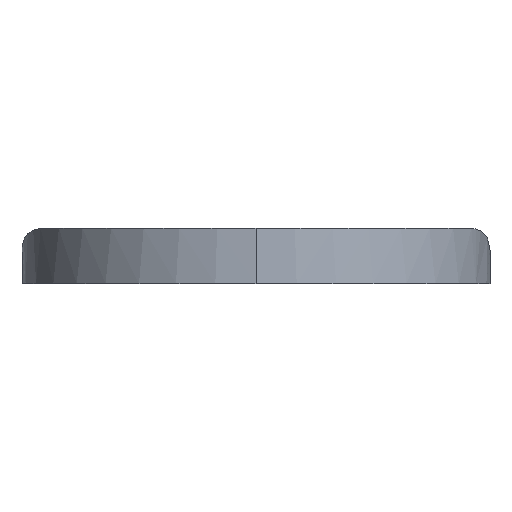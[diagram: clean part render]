
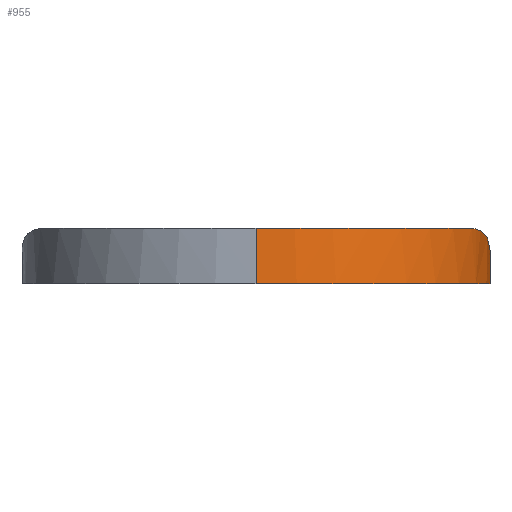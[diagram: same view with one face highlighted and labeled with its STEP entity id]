
A CAD part, left-side view. The second image highlights one B-rep face of the part: STEP entity #955.
In plain terms, the highlighted cylindrical face has radius 26.988 mm (diameter 53.975 mm), a partial arc.
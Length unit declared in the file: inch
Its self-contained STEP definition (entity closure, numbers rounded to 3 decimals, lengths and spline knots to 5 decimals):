
#73 = CARTESIAN_POINT ( 'NONE',  ( -0.04, -1.06178, 0.17104 ) ) ;
#100 = CIRCLE ( 'NONE', #391, 1.0625 ) ;
#108 = DIRECTION ( 'NONE',  ( 0., 0., 1. ) ) ;
#163 = AXIS2_PLACEMENT_3D ( 'NONE', #1355, #1067, #3015 ) ;
#325 = CARTESIAN_POINT ( 'NONE',  ( 0., 0., 0.25 ) ) ;
#362 = CARTESIAN_POINT ( 'NONE',  ( 0., -1.0625, 0.15 ) ) ;
#367 = CARTESIAN_POINT ( 'NONE',  ( 0., -1.0625, 0.15119 ) ) ;
#371 = VECTOR ( 'NONE', #1354, 39.37008 ) ;
#379 = FACE_OUTER_BOUND ( 'NONE', #2854, .T. ) ;
#391 = AXIS2_PLACEMENT_3D ( 'NONE', #399, #2374, #1628 ) ;
#399 = CARTESIAN_POINT ( 'NONE',  ( 0., 0., 0. ) ) ;
#440 = VERTEX_POINT ( 'NONE', #905 ) ;
#497 = CARTESIAN_POINT ( 'NONE',  ( -0.34658, -1.00504, 0.24636 ) ) ;
#505 = EDGE_CURVE ( 'NONE', #1166, #1793, #1912, .T. ) ;
#542 = CARTESIAN_POINT ( 'NONE',  ( 0., -1.0625, 0.25 ) ) ;
#545 = CARTESIAN_POINT ( 'NONE',  ( -0.17213, -1.04907, 0.21086 ) ) ;
#564 = ORIENTED_EDGE ( 'NONE', *, *, #505, .T. ) ;
#606 = DIRECTION ( 'NONE',  ( 0., 0., -1. ) ) ;
#630 = B_SPLINE_CURVE_WITH_KNOTS ( 'NONE', 3,
 ( #362, #367, #2988, #798, #2516, #2248, #790, #2505, #1059, #2753, #73, #2030, #1348, #924, #545, #2999, #1694, #497, #1991, #2212 ),
 .UNSPECIFIED., .F., .F.,
 ( 4, 2, 2, 2, 2, 2, 2, 2, 2, 4 ),
 ( 0., 0.00009, 0.00018, 0.00036, 0.00071, 0.00142, 0.00285, 0.00569, 0.00854, 0.01138 ),
 .UNSPECIFIED. ) ;
#649 = ORIENTED_EDGE ( 'NONE', *, *, #2132, .T. ) ;
#790 = CARTESIAN_POINT ( 'NONE',  ( -0.00785, -1.06247, 0.15802 ) ) ;
#798 = CARTESIAN_POINT ( 'NONE',  ( -0.0021, -1.0625, 0.15408 ) ) ;
#868 = CARTESIAN_POINT ( 'NONE',  ( -1.0625, 0., 0.25 ) ) ;
#905 = CARTESIAN_POINT ( 'NONE',  ( 0., -1.0625, 0. ) ) ;
#924 = CARTESIAN_POINT ( 'NONE',  ( -0.1369, -1.05424, 0.20116 ) ) ;
#955 = ADVANCED_FACE ( 'NONE', ( #379 ), #2846, .T. ) ;
#1059 = CARTESIAN_POINT ( 'NONE',  ( -0.01832, -1.06235, 0.16293 ) ) ;
#1067 = DIRECTION ( 'NONE',  ( 0., 0., -1. ) ) ;
#1090 = CARTESIAN_POINT ( 'NONE',  ( 0., -1.0625, 0.15 ) ) ;
#1114 = CARTESIAN_POINT ( 'NONE',  ( -1.0625, 0., 0. ) ) ;
#1166 = VERTEX_POINT ( 'NONE', #2898 ) ;
#1233 = CIRCLE ( 'NONE', #3177, 1.0625 ) ;
#1348 = CARTESIAN_POINT ( 'NONE',  ( -0.08392, -1.05933, 0.18531 ) ) ;
#1354 = DIRECTION ( 'NONE',  ( 0., 0., -1. ) ) ;
#1355 = CARTESIAN_POINT ( 'NONE',  ( 0., 0., 0.25 ) ) ;
#1475 = ORIENTED_EDGE ( 'NONE', *, *, #3065, .F. ) ;
#1568 = ORIENTED_EDGE ( 'NONE', *, *, #3019, .F. ) ;
#1616 = DIRECTION ( 'NONE',  ( 1., 0., 0. ) ) ;
#1628 = DIRECTION ( 'NONE',  ( 1., 0., 0. ) ) ;
#1694 = CARTESIAN_POINT ( 'NONE',  ( -0.27698, -1.02641, 0.23537 ) ) ;
#1726 = LINE ( 'NONE', #542, #371 ) ;
#1793 = VERTEX_POINT ( 'NONE', #1114 ) ;
#1912 = LINE ( 'NONE', #868, #2545 ) ;
#1991 = CARTESIAN_POINT ( 'NONE',  ( -0.38153, -0.99233, 0.25 ) ) ;
#2001 = VERTEX_POINT ( 'NONE', #2714 ) ;
#2030 = CARTESIAN_POINT ( 'NONE',  ( -0.06629, -1.06058, 0.17985 ) ) ;
#2132 = EDGE_CURVE ( 'NONE', #1793, #440, #100, .T. ) ;
#2212 = CARTESIAN_POINT ( 'NONE',  ( -0.41577, -0.97778, 0.25 ) ) ;
#2248 = CARTESIAN_POINT ( 'NONE',  ( -0.0058, -1.06249, 0.15689 ) ) ;
#2298 = ORIENTED_EDGE ( 'NONE', *, *, #2607, .T. ) ;
#2374 = DIRECTION ( 'NONE',  ( 0., 0., 1. ) ) ;
#2505 = CARTESIAN_POINT ( 'NONE',  ( -0.01404, -1.06242, 0.16116 ) ) ;
#2516 = CARTESIAN_POINT ( 'NONE',  ( -0.00299, -1.0625, 0.15483 ) ) ;
#2545 = VECTOR ( 'NONE', #606, 39.37008 ) ;
#2607 = EDGE_CURVE ( 'NONE', #3043, #2001, #630, .T. ) ;
#2714 = CARTESIAN_POINT ( 'NONE',  ( -0.41577, -0.97778, 0.25 ) ) ;
#2753 = CARTESIAN_POINT ( 'NONE',  ( -0.03124, -1.06208, 0.16802 ) ) ;
#2846 = CYLINDRICAL_SURFACE ( 'NONE', #163, 1.0625 ) ;
#2854 = EDGE_LOOP ( 'NONE', ( #1568, #564, #649, #1475, #2298 ) ) ;
#2898 = CARTESIAN_POINT ( 'NONE',  ( -1.0625, 0., 0.25 ) ) ;
#2988 = CARTESIAN_POINT ( 'NONE',  ( -0.00059, -1.0625, 0.15227 ) ) ;
#2999 = CARTESIAN_POINT ( 'NONE',  ( -0.24214, -1.03516, 0.22796 ) ) ;
#3015 = DIRECTION ( 'NONE',  ( -1., 0., 0. ) ) ;
#3019 = EDGE_CURVE ( 'NONE', #1166, #2001, #1233, .T. ) ;
#3043 = VERTEX_POINT ( 'NONE', #1090 ) ;
#3065 = EDGE_CURVE ( 'NONE', #3043, #440, #1726, .T. ) ;
#3177 = AXIS2_PLACEMENT_3D ( 'NONE', #325, #108, #1616 ) ;
